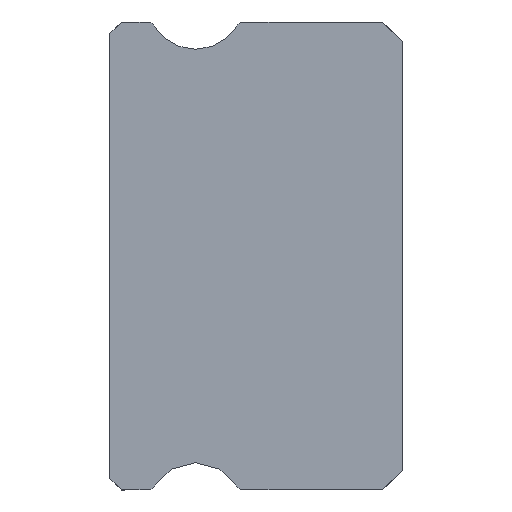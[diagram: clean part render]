
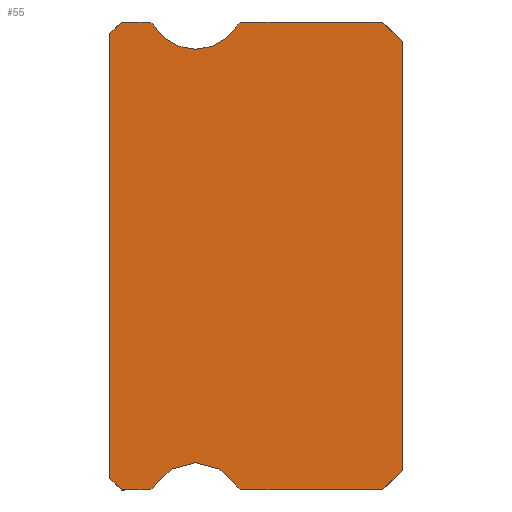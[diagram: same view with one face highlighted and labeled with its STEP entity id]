
A CAD part, left-side view. The second image highlights one B-rep face of the part: STEP entity #55.
In plain terms, the highlighted planar face has unit normal (-1, 0, 0).
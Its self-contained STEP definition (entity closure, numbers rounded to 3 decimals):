
#55 = ADVANCED_FACE ( 'NONE', ( #2402 ), #6124, .F. ) ;
#57 = DIRECTION ( 'NONE',  ( -1., 0., 0. ) ) ;
#123 = CARTESIAN_POINT ( 'NONE',  ( -15., 7.2, 6. ) ) ;
#210 = VECTOR ( 'NONE', #3388, 1000. ) ;
#228 = VERTEX_POINT ( 'NONE', #5516 ) ;
#296 = CARTESIAN_POINT ( 'NONE',  ( -15., 0., 5.5 ) ) ;
#331 = VERTEX_POINT ( 'NONE', #5810 ) ;
#355 = ORIENTED_EDGE ( 'NONE', *, *, #4055, .F. ) ;
#477 = EDGE_CURVE ( 'NONE', #9746, #6522, #10526, .T. ) ;
#726 = CARTESIAN_POINT ( 'NONE',  ( -15., 7.5, 5.85 ) ) ;
#888 = CARTESIAN_POINT ( 'NONE',  ( -15., 5.3, 6.55 ) ) ;
#898 = DIRECTION ( 'NONE',  ( 1., 0., 0. ) ) ;
#916 = DIRECTION ( 'NONE',  ( 0., 0.707, -0.707 ) ) ;
#957 = DIRECTION ( 'NONE',  ( 0., 0., -1. ) ) ;
#1024 = CIRCLE ( 'NONE', #10057, 0.15 ) ;
#1155 = CARTESIAN_POINT ( 'NONE',  ( -15., 6.512, 6. ) ) ;
#1264 = EDGE_CURVE ( 'NONE', #9153, #228, #4203, .T. ) ;
#1283 = CARTESIAN_POINT ( 'NONE',  ( -15., 7.5, -5.7 ) ) ;
#1595 = CARTESIAN_POINT ( 'NONE',  ( -15., 4.088, 6. ) ) ;
#1749 = VECTOR ( 'NONE', #10411, 1000. ) ;
#1822 = DIRECTION ( 'NONE',  ( 1., 0., 0. ) ) ;
#1842 = ORIENTED_EDGE ( 'NONE', *, *, #8600, .F. ) ;
#1853 = CARTESIAN_POINT ( 'NONE',  ( -15., 5.3, -6.55 ) ) ;
#1860 = EDGE_CURVE ( 'NONE', #6165, #4859, #4024, .T. ) ;
#1977 = CARTESIAN_POINT ( 'NONE',  ( -15., 6.512, -6. ) ) ;
#2232 = CARTESIAN_POINT ( 'NONE',  ( -15., 4.217, -5.925 ) ) ;
#2284 = AXIS2_PLACEMENT_3D ( 'NONE', #9366, #3299, #10304 ) ;
#2291 = DIRECTION ( 'NONE',  ( 0., 0., -1. ) ) ;
#2343 = CARTESIAN_POINT ( 'NONE',  ( -15., 0., -5.5 ) ) ;
#2402 = FACE_OUTER_BOUND ( 'NONE', #6142, .T. ) ;
#2440 = DIRECTION ( 'NONE',  ( 0., -0.707, -0.707 ) ) ;
#2619 = VECTOR ( 'NONE', #5365, 1000. ) ;
#2674 = CIRCLE ( 'NONE', #10575, 0.15 ) ;
#2809 = VERTEX_POINT ( 'NONE', #4053 ) ;
#3176 = ORIENTED_EDGE ( 'NONE', *, *, #11651, .F. ) ;
#3180 = LINE ( 'NONE', #7610, #4951 ) ;
#3220 = DIRECTION ( 'NONE',  ( 0., 0., -1. ) ) ;
#3227 = ORIENTED_EDGE ( 'NONE', *, *, #4234, .F. ) ;
#3299 = DIRECTION ( 'NONE',  ( -1., 0., 0. ) ) ;
#3301 = CARTESIAN_POINT ( 'NONE',  ( -15., 6.512, 5.85 ) ) ;
#3388 = DIRECTION ( 'NONE',  ( 0., 0., 1. ) ) ;
#3404 = DIRECTION ( 'NONE',  ( 1., 0., 0. ) ) ;
#3478 = CARTESIAN_POINT ( 'NONE',  ( -15., 5.3, 5.3 ) ) ;
#3535 = DIRECTION ( 'NONE',  ( 0., 1., 0. ) ) ;
#3559 = DIRECTION ( 'NONE',  ( 0., 0., -1. ) ) ;
#3932 = VECTOR ( 'NONE', #916, 1000. ) ;
#4024 = CIRCLE ( 'NONE', #7608, 1.25 ) ;
#4053 = CARTESIAN_POINT ( 'NONE',  ( -15., 6.512, -6. ) ) ;
#4055 = EDGE_CURVE ( 'NONE', #5180, #11425, #9233, .T. ) ;
#4203 = CIRCLE ( 'NONE', #8696, 0.15 ) ;
#4234 = EDGE_CURVE ( 'NONE', #8973, #10985, #7359, .T. ) ;
#4303 = VERTEX_POINT ( 'NONE', #123 ) ;
#4321 = CARTESIAN_POINT ( 'NONE',  ( -15., 4.217, 5.925 ) ) ;
#4396 = CARTESIAN_POINT ( 'NONE',  ( -15., 0., 5.5 ) ) ;
#4448 = DIRECTION ( 'NONE',  ( 0., 0., 1. ) ) ;
#4573 = CARTESIAN_POINT ( 'NONE',  ( -15., 0., -5.5 ) ) ;
#4749 = CARTESIAN_POINT ( 'NONE',  ( -15., 6.512, 6. ) ) ;
#4810 = CARTESIAN_POINT ( 'NONE',  ( -15., 4.088, -5.85 ) ) ;
#4811 = CARTESIAN_POINT ( 'NONE',  ( -15., 0.5, -6. ) ) ;
#4859 = VERTEX_POINT ( 'NONE', #8572 ) ;
#4876 = EDGE_CURVE ( 'NONE', #9746, #6971, #9526, .T. ) ;
#4951 = VECTOR ( 'NONE', #9308, 1000. ) ;
#5162 = CARTESIAN_POINT ( 'NONE',  ( -15., 7.2, -6. ) ) ;
#5180 = VERTEX_POINT ( 'NONE', #1595 ) ;
#5233 = EDGE_CURVE ( 'NONE', #8242, #331, #11614, .T. ) ;
#5241 = LINE ( 'NONE', #7257, #2619 ) ;
#5365 = DIRECTION ( 'NONE',  ( 0., -1., 0. ) ) ;
#5404 = LINE ( 'NONE', #4573, #3932 ) ;
#5415 = DIRECTION ( 'NONE',  ( 0., 0., -1. ) ) ;
#5427 = EDGE_CURVE ( 'NONE', #331, #6165, #2674, .T. ) ;
#5516 = CARTESIAN_POINT ( 'NONE',  ( -15., 6.383, 5.925 ) ) ;
#5705 = ORIENTED_EDGE ( 'NONE', *, *, #5233, .F. ) ;
#5810 = CARTESIAN_POINT ( 'NONE',  ( -15., 4.088, -6. ) ) ;
#5977 = VECTOR ( 'NONE', #6466, 1000. ) ;
#6039 = LINE ( 'NONE', #4396, #9557 ) ;
#6124 = PLANE ( 'NONE',  #10768 ) ;
#6142 = EDGE_LOOP ( 'NONE', ( #11197, #10693, #7056, #8570, #3176, #6729, #9408, #5705, #7211, #8591, #1842, #355, #9719, #3227, #9166, #10838, #11558 ) ) ;
#6165 = VERTEX_POINT ( 'NONE', #2232 ) ;
#6235 = AXIS2_PLACEMENT_3D ( 'NONE', #888, #57, #11038 ) ;
#6466 = DIRECTION ( 'NONE',  ( 0., 1., 0. ) ) ;
#6522 = VERTEX_POINT ( 'NONE', #8807 ) ;
#6729 = ORIENTED_EDGE ( 'NONE', *, *, #1860, .F. ) ;
#6946 = EDGE_CURVE ( 'NONE', #9153, #4303, #7410, .T. ) ;
#6971 = VERTEX_POINT ( 'NONE', #9581 ) ;
#7031 = VERTEX_POINT ( 'NONE', #2343 ) ;
#7056 = ORIENTED_EDGE ( 'NONE', *, *, #477, .T. ) ;
#7106 = EDGE_CURVE ( 'NONE', #7031, #7376, #6039, .T. ) ;
#7211 = ORIENTED_EDGE ( 'NONE', *, *, #7986, .F. ) ;
#7257 = CARTESIAN_POINT ( 'NONE',  ( -15., 6.512, -6. ) ) ;
#7359 = CIRCLE ( 'NONE', #2284, 1.25 ) ;
#7376 = VERTEX_POINT ( 'NONE', #296 ) ;
#7410 = LINE ( 'NONE', #8267, #5977 ) ;
#7428 = CARTESIAN_POINT ( 'NONE',  ( -15., 6.512, 5.85 ) ) ;
#7524 = DIRECTION ( 'NONE',  ( 1., 0., 0. ) ) ;
#7565 = VECTOR ( 'NONE', #3535, 1000. ) ;
#7608 = AXIS2_PLACEMENT_3D ( 'NONE', #1853, #9034, #957 ) ;
#7610 = CARTESIAN_POINT ( 'NONE',  ( -15., 7.5, 5.7 ) ) ;
#7653 = LINE ( 'NONE', #10470, #8350 ) ;
#7786 = EDGE_CURVE ( 'NONE', #6522, #2809, #5241, .T. ) ;
#7986 = EDGE_CURVE ( 'NONE', #7031, #8242, #5404, .T. ) ;
#8242 = VERTEX_POINT ( 'NONE', #4811 ) ;
#8267 = CARTESIAN_POINT ( 'NONE',  ( -15., 7.2, 6. ) ) ;
#8350 = VECTOR ( 'NONE', #2440, 1000. ) ;
#8494 = CIRCLE ( 'NONE', #6235, 1.25 ) ;
#8570 = ORIENTED_EDGE ( 'NONE', *, *, #7786, .T. ) ;
#8572 = CARTESIAN_POINT ( 'NONE',  ( -15., 6.383, -5.925 ) ) ;
#8591 = ORIENTED_EDGE ( 'NONE', *, *, #7106, .T. ) ;
#8600 = EDGE_CURVE ( 'NONE', #11425, #7376, #7653, .T. ) ;
#8689 = EDGE_CURVE ( 'NONE', #10985, #5180, #8914, .T. ) ;
#8696 = AXIS2_PLACEMENT_3D ( 'NONE', #7428, #10182, #10255 ) ;
#8807 = CARTESIAN_POINT ( 'NONE',  ( -15., 7.2, -6. ) ) ;
#8914 = CIRCLE ( 'NONE', #9669, 0.15 ) ;
#8973 = VERTEX_POINT ( 'NONE', #3478 ) ;
#9034 = DIRECTION ( 'NONE',  ( -1., 0., 0. ) ) ;
#9153 = VERTEX_POINT ( 'NONE', #4749 ) ;
#9166 = ORIENTED_EDGE ( 'NONE', *, *, #11178, .F. ) ;
#9233 = LINE ( 'NONE', #1155, #9289 ) ;
#9289 = VECTOR ( 'NONE', #10177, 1000. ) ;
#9308 = DIRECTION ( 'NONE',  ( 0., 0.707, -0.707 ) ) ;
#9366 = CARTESIAN_POINT ( 'NONE',  ( -15., 5.3, 6.55 ) ) ;
#9408 = ORIENTED_EDGE ( 'NONE', *, *, #5427, .F. ) ;
#9526 = LINE ( 'NONE', #726, #210 ) ;
#9557 = VECTOR ( 'NONE', #4448, 1000. ) ;
#9581 = CARTESIAN_POINT ( 'NONE',  ( -15., 7.5, 5.7 ) ) ;
#9669 = AXIS2_PLACEMENT_3D ( 'NONE', #10815, #898, #3559 ) ;
#9719 = ORIENTED_EDGE ( 'NONE', *, *, #8689, .F. ) ;
#9746 = VERTEX_POINT ( 'NONE', #1283 ) ;
#9893 = CARTESIAN_POINT ( 'NONE',  ( -15., 6.512, -5.85 ) ) ;
#10057 = AXIS2_PLACEMENT_3D ( 'NONE', #9893, #1822, #5415 ) ;
#10177 = DIRECTION ( 'NONE',  ( 0., -1., 0. ) ) ;
#10182 = DIRECTION ( 'NONE',  ( 1., 0., 0. ) ) ;
#10255 = DIRECTION ( 'NONE',  ( 0., 0., -1. ) ) ;
#10304 = DIRECTION ( 'NONE',  ( 0., 0., -1. ) ) ;
#10411 = DIRECTION ( 'NONE',  ( 0., -0.707, -0.707 ) ) ;
#10470 = CARTESIAN_POINT ( 'NONE',  ( -15., 0.5, 6. ) ) ;
#10502 = EDGE_CURVE ( 'NONE', #4303, #6971, #3180, .T. ) ;
#10526 = LINE ( 'NONE', #5162, #1749 ) ;
#10575 = AXIS2_PLACEMENT_3D ( 'NONE', #4810, #7524, #3220 ) ;
#10693 = ORIENTED_EDGE ( 'NONE', *, *, #4876, .F. ) ;
#10722 = CARTESIAN_POINT ( 'NONE',  ( -15., 0.5, 6. ) ) ;
#10768 = AXIS2_PLACEMENT_3D ( 'NONE', #3301, #3404, #2291 ) ;
#10815 = CARTESIAN_POINT ( 'NONE',  ( -15., 4.088, 5.85 ) ) ;
#10838 = ORIENTED_EDGE ( 'NONE', *, *, #1264, .F. ) ;
#10985 = VERTEX_POINT ( 'NONE', #4321 ) ;
#11038 = DIRECTION ( 'NONE',  ( 0., 0., -1. ) ) ;
#11178 = EDGE_CURVE ( 'NONE', #228, #8973, #8494, .T. ) ;
#11197 = ORIENTED_EDGE ( 'NONE', *, *, #10502, .T. ) ;
#11425 = VERTEX_POINT ( 'NONE', #10722 ) ;
#11558 = ORIENTED_EDGE ( 'NONE', *, *, #6946, .T. ) ;
#11614 = LINE ( 'NONE', #1977, #7565 ) ;
#11651 = EDGE_CURVE ( 'NONE', #4859, #2809, #1024, .T. ) ;
